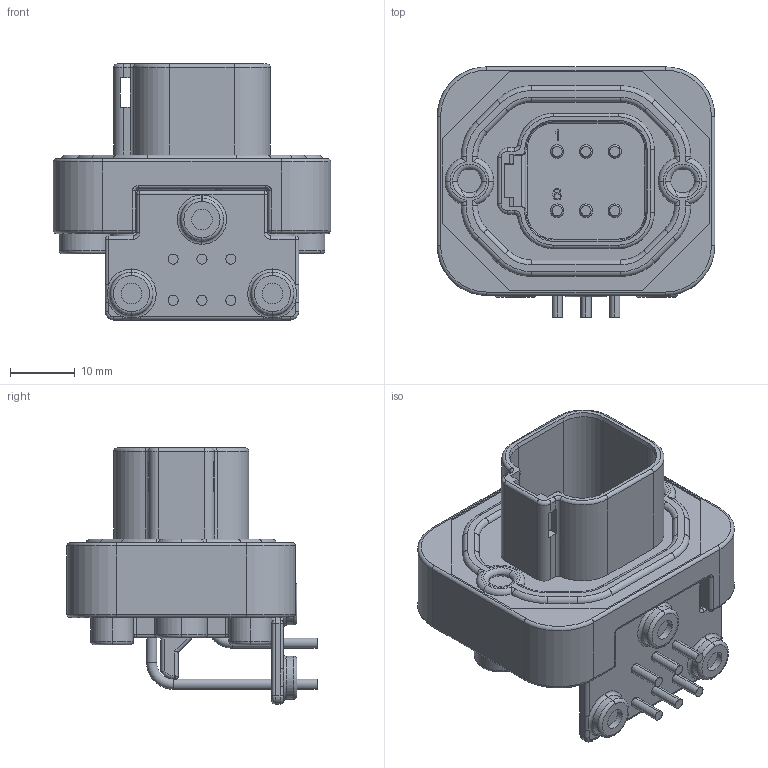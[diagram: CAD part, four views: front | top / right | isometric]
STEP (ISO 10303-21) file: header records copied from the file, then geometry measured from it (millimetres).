
FILE_DESCRIPTION(('STEP AP242'),'1');
FILE_NAME('dt13-6p.stp','2022-08-25T09:41:32',('TraceParts'),('TraceParts S.A.'),'Spatial InterOp 3D',' ',' ');
FILE_SCHEMA(('AP242_MANAGED_MODEL_BASED_3D_ENGINEERING_MIM_LF {1 0 10303 442 1 1 4}'));
Length unit declared in the file: millimetre
Products named in the file (1): dt13-6p
Bounding box: 42.8 x 38.58 x 39.5 mm (x, y, z)
Volume: 19667.2 mm3; surface area: 10138.8 mm2
Topology: 1 solids, 1 shells, 632 faces, 1560 edges, 965 vertices
Faces by surface type: cylinder 232, plane 204, torus 142, bspline 24, cone 16, sphere 14
Entity records: 22632 total; most frequent: CARTESIAN_POINT 7319, DIRECTION 3411, ORIENTED_EDGE 3120, EDGE_CURVE 1560, AXIS2_PLACEMENT_3D 1343, VERTEX_POINT 965, CIRCLE 734, LINE 725
